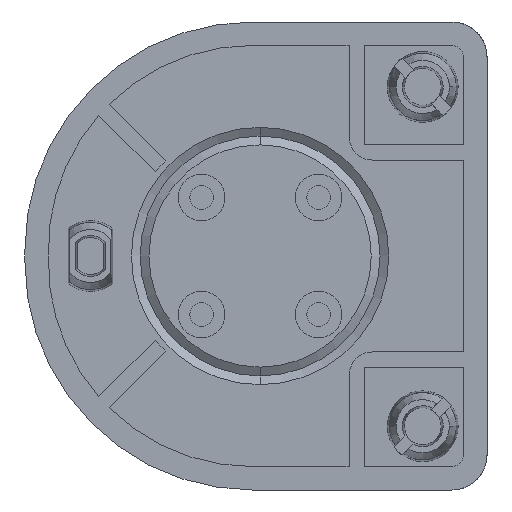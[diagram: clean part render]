
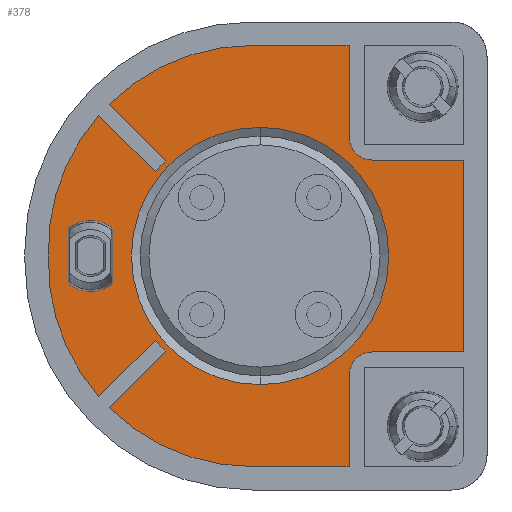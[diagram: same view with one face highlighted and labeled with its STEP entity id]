
A CAD part, left-side view. The second image highlights one B-rep face of the part: STEP entity #378.
In plain terms, the highlighted planar face has unit normal (-1, 0, 0).
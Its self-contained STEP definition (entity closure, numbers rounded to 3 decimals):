
#378=ADVANCED_FACE('',(#780,#781,#782),#783,.T.);
#780=FACE_OUTER_BOUND('',#2896,.T.);
#781=FACE_BOUND('',#2897,.T.);
#782=FACE_BOUND('',#2898,.T.);
#783=PLANE('',#2899);
#2896=EDGE_LOOP('',(#3896,#3897,#3898,#3899,#3900,#3901,#3902,#3903,#3904,#3905,#3906,#3907,#3908,#3909,#3910,#3911,#3912,#3913,#3914));
#2897=EDGE_LOOP('',(#3915,#3916,#3917,#3918));
#2898=EDGE_LOOP('',(#3919,#3920));
#2899=AXIS2_PLACEMENT_3D('',#3921,#3922,#3923);
#3896=ORIENTED_EDGE('',*,*,#4503,.T.);
#3897=ORIENTED_EDGE('',*,*,#4504,.T.);
#3898=ORIENTED_EDGE('',*,*,#4505,.T.);
#3899=ORIENTED_EDGE('',*,*,#4506,.T.);
#3900=ORIENTED_EDGE('',*,*,#4507,.T.);
#3901=ORIENTED_EDGE('',*,*,#4508,.T.);
#3902=ORIENTED_EDGE('',*,*,#4509,.T.);
#3903=ORIENTED_EDGE('',*,*,#4510,.T.);
#3904=ORIENTED_EDGE('',*,*,#4511,.T.);
#3905=ORIENTED_EDGE('',*,*,#4512,.T.);
#3906=ORIENTED_EDGE('',*,*,#4513,.T.);
#3907=ORIENTED_EDGE('',*,*,#4514,.F.);
#3908=ORIENTED_EDGE('',*,*,#4413,.T.);
#3909=ORIENTED_EDGE('',*,*,#4418,.T.);
#3910=ORIENTED_EDGE('',*,*,#4422,.F.);
#3911=ORIENTED_EDGE('',*,*,#4428,.F.);
#3912=ORIENTED_EDGE('',*,*,#4430,.T.);
#3913=ORIENTED_EDGE('',*,*,#4434,.T.);
#3914=ORIENTED_EDGE('',*,*,#4438,.F.);
#3915=ORIENTED_EDGE('',*,*,#4300,.T.);
#3916=ORIENTED_EDGE('',*,*,#4295,.T.);
#3917=ORIENTED_EDGE('',*,*,#4310,.T.);
#3918=ORIENTED_EDGE('',*,*,#4306,.T.);
#3919=ORIENTED_EDGE('',*,*,#4134,.T.);
#3920=ORIENTED_EDGE('',*,*,#4411,.T.);
#3921=CARTESIAN_POINT('',(1.0,0.05,0.));
#3922=DIRECTION('',(-1.0,0.0,0.));
#3923=DIRECTION('',(0.0,1.0,0.0));
#4134=EDGE_CURVE('',#4591,#4595,#4597,.T.);
#4295=EDGE_CURVE('',#4842,#4843,#4844,.T.);
#4300=EDGE_CURVE('',#4851,#4842,#4852,.F.);
#4306=EDGE_CURVE('',#4861,#4851,#4862,.T.);
#4310=EDGE_CURVE('',#4843,#4861,#4867,.F.);
#4411=EDGE_CURVE('',#4595,#4591,#4998,.T.);
#4413=EDGE_CURVE('',#5000,#5001,#5002,.T.);
#4418=EDGE_CURVE('',#5001,#5009,#5010,.T.);
#4422=EDGE_CURVE('',#5015,#5009,#5016,.F.);
#4428=EDGE_CURVE('',#5023,#5015,#5025,.F.);
#4430=EDGE_CURVE('',#5023,#5027,#5028,.F.);
#4434=EDGE_CURVE('',#5027,#5033,#5034,.T.);
#4438=EDGE_CURVE('',#5039,#5033,#5040,.T.);
#4503=EDGE_CURVE('',#5039,#5134,#5135,.F.);
#4504=EDGE_CURVE('',#5134,#5136,#5137,.T.);
#4505=EDGE_CURVE('',#5136,#5138,#5139,.T.);
#4506=EDGE_CURVE('',#5138,#5140,#5141,.T.);
#4507=EDGE_CURVE('',#5140,#5142,#5143,.T.);
#4508=EDGE_CURVE('',#5142,#5144,#5145,.T.);
#4509=EDGE_CURVE('',#5144,#5146,#5147,.T.);
#4510=EDGE_CURVE('',#5146,#5148,#5149,.F.);
#4511=EDGE_CURVE('',#5148,#5150,#5151,.T.);
#4512=EDGE_CURVE('',#5150,#5152,#5153,.F.);
#4513=EDGE_CURVE('',#5152,#5154,#5155,.T.);
#4514=EDGE_CURVE('',#5000,#5154,#5156,.F.);
#4591=VERTEX_POINT('',#5249);
#4595=VERTEX_POINT('',#5254);
#4597=CIRCLE('',#5257,11.0);
#4842=VERTEX_POINT('',#5648);
#4843=VERTEX_POINT('',#5649);
#4844=CIRCLE('',#5650,3.025);
#4851=VERTEX_POINT('',#5675);
#4852=LINE('',#5676,#5677);
#4861=VERTEX_POINT('',#5714);
#4862=CIRCLE('',#5715,3.025);
#4867=LINE('',#5729,#5730);
#4998=CIRCLE('',#6016,11.0);
#5000=VERTEX_POINT('',#6018);
#5001=VERTEX_POINT('',#6019);
#5002=LINE('',#6020,#6021);
#5009=VERTEX_POINT('',#6031);
#5010=CIRCLE('',#6032,2.0);
#5015=VERTEX_POINT('',#6038);
#5016=LINE('',#6039,#6040);
#5023=VERTEX_POINT('',#6050);
#5025=LINE('',#6053,#6054);
#5027=VERTEX_POINT('',#6056);
#5028=LINE('',#6057,#6058);
#5033=VERTEX_POINT('',#6065);
#5034=CIRCLE('',#6066,2.0);
#5039=VERTEX_POINT('',#6072);
#5040=LINE('',#6073,#6074);
#5134=VERTEX_POINT('',#6279);
#5135=LINE('',#6280,#6281);
#5136=VERTEX_POINT('',#6282);
#5137=CIRCLE('',#6283,17.45);
#5138=VERTEX_POINT('',#6284);
#5139=LINE('',#6285,#6286);
#5140=VERTEX_POINT('',#6287);
#5141=CIRCLE('',#6288,11.0);
#5142=VERTEX_POINT('',#6289);
#5143=LINE('',#6290,#6291);
#5144=VERTEX_POINT('',#6292);
#5145=CIRCLE('',#6293,17.45);
#5146=VERTEX_POINT('',#6294);
#5147=CIRCLE('',#6295,17.45);
#5148=VERTEX_POINT('',#6296);
#5149=LINE('',#6297,#6298);
#5150=VERTEX_POINT('',#6299);
#5151=CIRCLE('',#6300,11.0);
#5152=VERTEX_POINT('',#6301);
#5153=LINE('',#6302,#6303);
#5154=VERTEX_POINT('',#6304);
#5155=CIRCLE('',#6305,17.45);
#5156=LINE('',#6306,#6307);
#5249=CARTESIAN_POINT('',(1.0,-0.6,11.0));
#5254=CARTESIAN_POINT('',(1.0,-0.6,-11.0));
#5257=AXIS2_PLACEMENT_3D('',#6433,#6434,#6435);
#5648=CARTESIAN_POINT('',(1.0,12.006,-2.359));
#5649=CARTESIAN_POINT('',(1.,15.794,-2.359));
#5650=AXIS2_PLACEMENT_3D('',#6669,#6670,#6671);
#5675=CARTESIAN_POINT('',(1.0,12.006,2.359));
#5676=CARTESIAN_POINT('',(1.0,12.006,1.452));
#5677=VECTOR('',#6675,1.0);
#5714=CARTESIAN_POINT('',(1.,15.794,2.359));
#5715=AXIS2_PLACEMENT_3D('',#6677,#6678,#6679);
#5729=CARTESIAN_POINT('',(1.0,15.794,1.452));
#5730=VECTOR('',#6683,1.0);
#6016=AXIS2_PLACEMENT_3D('',#6783,#6784,#6785);
#6018=CARTESIAN_POINT('',(1.0,-8.2,-18.));
#6019=CARTESIAN_POINT('',(1.0,-8.2,-10.2));
#6020=CARTESIAN_POINT('',(1.0,-8.2,-5.1));
#6021=VECTOR('',#6786,1.0);
#6031=CARTESIAN_POINT('',(1.0,-10.2,-8.2));
#6032=AXIS2_PLACEMENT_3D('',#6790,#6791,#6792);
#6038=CARTESIAN_POINT('',(1.0,-18.,-8.2));
#6039=CARTESIAN_POINT('',(1.0,-8.975,-8.2));
#6040=VECTOR('',#6797,1.0);
#6050=CARTESIAN_POINT('',(1.,-18.,8.2));
#6053=CARTESIAN_POINT('',(1.0,-18.,-8.7));
#6054=VECTOR('',#6802,1.0);
#6056=CARTESIAN_POINT('',(1.,-10.2,8.2));
#6057=CARTESIAN_POINT('',(1.,-8.975,8.2));
#6058=VECTOR('',#6803,1.0);
#6065=CARTESIAN_POINT('',(1.,-8.2,10.2));
#6066=AXIS2_PLACEMENT_3D('',#6806,#6807,#6808);
#6072=CARTESIAN_POINT('',(1.,-8.2,18.));
#6073=CARTESIAN_POINT('',(1.,-8.2,5.1));
#6074=VECTOR('',#6813,1.0);
#6279=CARTESIAN_POINT('',(1.,0.05,18.));
#6280=CARTESIAN_POINT('',(1.,-8.5,18.));
#6281=VECTOR('',#6865,1.0);
#6282=CARTESIAN_POINT('',(1.,12.304,12.973));
#6283=AXIS2_PLACEMENT_3D('',#6866,#6867,#6868);
#6284=CARTESIAN_POINT('',(1.,7.46,8.129));
#6285=CARTESIAN_POINT('',(1.,5.997,6.666));
#6286=VECTOR('',#6869,1.0);
#6287=CARTESIAN_POINT('',(1.,8.368,7.198));
#6288=AXIS2_PLACEMENT_3D('',#6870,#6871,#6872);
#6289=CARTESIAN_POINT('',(1.,13.195,12.026));
#6290=CARTESIAN_POINT('',(1.,4.679,3.509));
#6291=VECTOR('',#6873,1.0);
#6292=CARTESIAN_POINT('',(1.0,17.491,0.));
#6293=AXIS2_PLACEMENT_3D('',#6874,#6875,#6876);
#6294=CARTESIAN_POINT('',(1.0,13.195,-12.026));
#6295=AXIS2_PLACEMENT_3D('',#6877,#6878,#6879);
#6296=CARTESIAN_POINT('',(1.0,8.368,-7.198));
#6297=CARTESIAN_POINT('',(1.0,4.679,-3.509));
#6298=VECTOR('',#6880,1.0);
#6299=CARTESIAN_POINT('',(1.0,7.46,-8.129));
#6300=AXIS2_PLACEMENT_3D('',#6881,#6882,#6883);
#6301=CARTESIAN_POINT('',(1.0,12.304,-12.973));
#6302=CARTESIAN_POINT('',(1.0,5.997,-6.666));
#6303=VECTOR('',#6884,1.0);
#6304=CARTESIAN_POINT('',(1.,0.05,-18.));
#6305=AXIS2_PLACEMENT_3D('',#6885,#6886,#6887);
#6306=CARTESIAN_POINT('',(1.0,-8.5,-18.));
#6307=VECTOR('',#6888,1.0);
#6433=CARTESIAN_POINT('',(1.0,-0.6,0.));
#6434=DIRECTION('',(1.0,0.0,0.));
#6435=DIRECTION('',(0.,0.0,1.0));
#6669=CARTESIAN_POINT('',(1.,13.9,0.));
#6670=DIRECTION('',(1.0,0.,0.));
#6671=DIRECTION('',(0.0,1.0,0.));
#6675=DIRECTION('',(0.,0.,1.0));
#6677=CARTESIAN_POINT('',(1.,13.9,0.));
#6678=DIRECTION('',(1.0,0.,0.));
#6679=DIRECTION('',(0.0,1.0,0.));
#6683=DIRECTION('',(0.,0.,-1.0));
#6783=CARTESIAN_POINT('',(1.0,-0.6,0.));
#6784=DIRECTION('',(1.0,0.0,0.));
#6785=DIRECTION('',(0.,0.0,1.0));
#6786=DIRECTION('',(0.,0.,1.0));
#6790=CARTESIAN_POINT('',(1.0,-10.2,-10.2));
#6791=DIRECTION('',(1.0,0.0,0.));
#6792=DIRECTION('',(0.,0.0,1.0));
#6797=DIRECTION('',(0.0,-1.0,-0.0));
#6802=DIRECTION('',(0.,0.,1.0));
#6803=DIRECTION('',(0.0,-1.0,-0.0));
#6806=CARTESIAN_POINT('',(1.,-10.2,10.2));
#6807=DIRECTION('',(1.0,0.0,0.));
#6808=DIRECTION('',(0.,0.0,-1.0));
#6813=DIRECTION('',(0.,0.,-1.0));
#6865=DIRECTION('',(0.0,-1.0,0.0));
#6866=CARTESIAN_POINT('',(1.0,0.05,0.55));
#6867=DIRECTION('',(-1.0,0.0,0.));
#6868=DIRECTION('',(0.,0.0,1.0));
#6869=DIRECTION('',(0.,-0.707,-0.707));
#6870=CARTESIAN_POINT('',(1.0,0.05,0.));
#6871=DIRECTION('',(-1.0,0.0,0.));
#6872=DIRECTION('',(0.,0.0,-1.0));
#6873=DIRECTION('',(0.,0.707,0.707));
#6874=CARTESIAN_POINT('',(1.0,0.05,0.55));
#6875=DIRECTION('',(-1.0,0.0,0.));
#6876=DIRECTION('',(0.,0.0,1.0));
#6877=CARTESIAN_POINT('',(1.0,0.05,-0.55));
#6878=DIRECTION('',(-1.0,0.0,0.));
#6879=DIRECTION('',(0.,0.0,-1.0));
#6880=DIRECTION('',(0.,0.707,-0.707));
#6881=CARTESIAN_POINT('',(1.0,0.05,0.));
#6882=DIRECTION('',(-1.0,0.0,0.));
#6883=DIRECTION('',(0.,0.0,1.0));
#6884=DIRECTION('',(0.,-0.707,0.707));
#6885=CARTESIAN_POINT('',(1.0,0.05,-0.55));
#6886=DIRECTION('',(-1.0,0.0,0.));
#6887=DIRECTION('',(0.,0.0,-1.0));
#6888=DIRECTION('',(0.0,-1.0,0.0));
